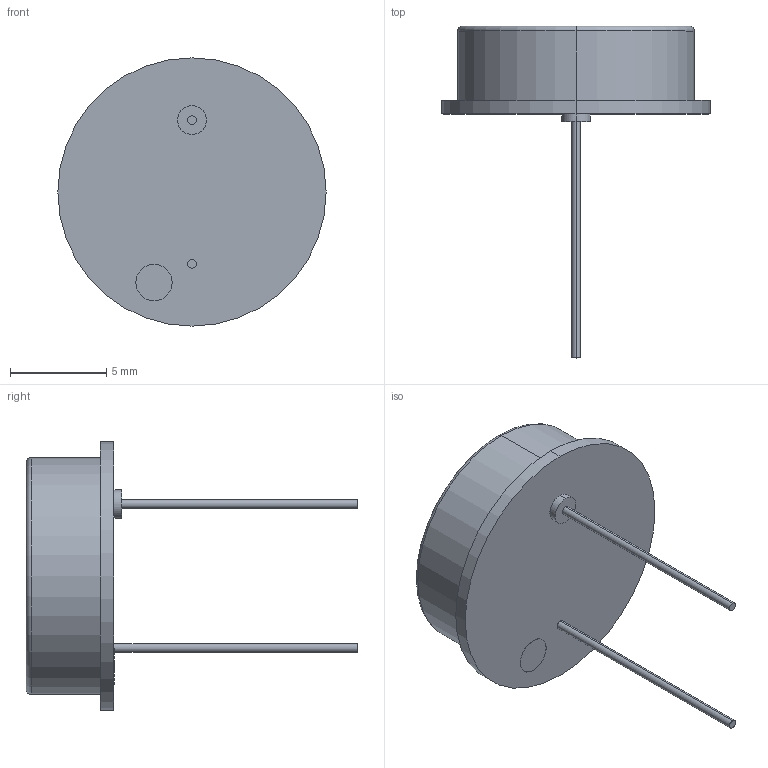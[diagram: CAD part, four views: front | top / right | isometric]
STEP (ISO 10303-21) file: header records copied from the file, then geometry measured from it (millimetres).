
FILE_DESCRIPTION (( 'STEP AP214' ), '1' );
FILE_NAME ('24704-E0W.STEP', '2013-04-11T14:20:12', ( 'Admin' ), ( '' ), 'SwSTEP 2.0', 'SolidWorks 2012', '' );
FILE_SCHEMA (( 'AUTOMOTIVE_DESIGN' ));
Length unit declared in the file: millimetre
Products named in the file (1): 24704-E0W
Bounding box: 13.97 x 17.27 x 13.97 mm (x, y, z)
Volume: 128.4 mm3; surface area: 767.5 mm2
Topology: 2 solids, 2 shells, 36 faces, 70 edges, 46 vertices
Faces by surface type: cylinder 18, plane 16, torus 2
Entity records: 1377 total; most frequent: DIRECTION 184, CARTESIAN_POINT 153, ORIENTED_EDGE 140, AXIS2_PLACEMENT_3D 77, EDGE_CURVE 70, VERTEX_POINT 46, EDGE_LOOP 44, UNCERTAINTY_MEASURE_WITH_UNIT 40
